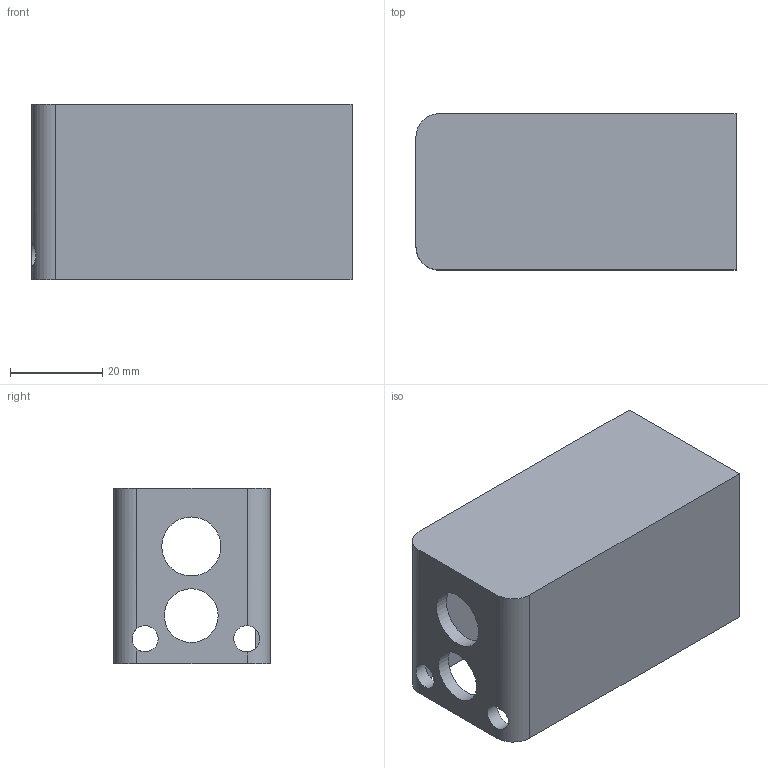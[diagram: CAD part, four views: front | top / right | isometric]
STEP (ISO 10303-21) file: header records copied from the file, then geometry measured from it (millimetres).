
FILE_DESCRIPTION(/* description */ (''),/* implementation_level */ '2;1');
FILE_NAME(/* name */ 'LGAircon Enclosure v8.step',/* time_stamp */ '2022-10-19T18:06:09-04:00',/* author */ (''),/* organization */ (''),/* preprocessor_version */ 'ST-DEVELOPER v19',/* originating_system */ 'Autodesk Translation Framework v11.7.0.108',/* authorisation */ '');
FILE_SCHEMA (('AUTOMOTIVE_DESIGN { 1 0 10303 214 3 1 1 }'));
Length unit declared in the file: millimetre
Products named in the file (2): LGAircon Enclosure; Cover
Assembly tree (1 placements, depth 2):
  LGAircon Enclosure
    Cover
Bounding box: 69.36 x 33.86 x 38 mm (x, y, z)
Volume: 22206 mm3; surface area: 16824.3 mm2
Topology: 1 solids, 1 shells, 17 faces, 54 edges, 36 vertices
Faces by surface type: plane 11, cylinder 6
Full cylindrical faces by diameter (mm): 5.657 x2, 11.662 x1, 12.806 x1
Entity records: 712 total; most frequent: CARTESIAN_POINT 142, ORIENTED_EDGE 108, DIRECTION 106, EDGE_CURVE 54, LINE 36, VECTOR 36, VERTEX_POINT 36, AXIS2_PLACEMENT_3D 35
